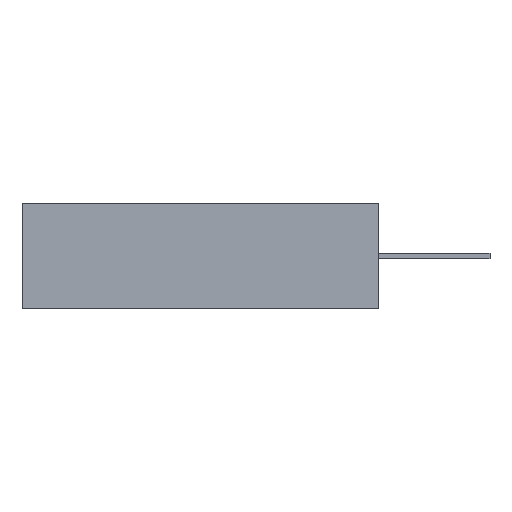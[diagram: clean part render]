
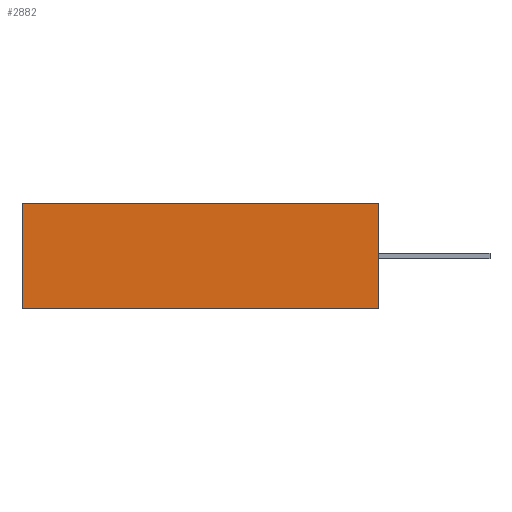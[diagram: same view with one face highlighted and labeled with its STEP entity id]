
A CAD part, left-side view. The second image highlights one B-rep face of the part: STEP entity #2882.
In plain terms, the highlighted planar face has unit normal (-1, 0, 0).
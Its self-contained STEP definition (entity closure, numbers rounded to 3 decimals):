
#10 = CARTESIAN_POINT ( 'NONE',  ( -9.5, 20.3, -3. ) ) ;
#352 = VECTOR ( 'NONE', #3287, 1000. ) ;
#477 = DIRECTION ( 'NONE',  ( 0., 0., -1. ) ) ;
#522 = VERTEX_POINT ( 'NONE', #4918 ) ;
#556 = FACE_OUTER_BOUND ( 'NONE', #3058, .T. ) ;
#676 = CARTESIAN_POINT ( 'NONE',  ( -9.5, 0., 3. ) ) ;
#770 = ORIENTED_EDGE ( 'NONE', *, *, #3972, .F. ) ;
#773 = CARTESIAN_POINT ( 'NONE',  ( -9.5, 20.3, -3. ) ) ;
#895 = AXIS2_PLACEMENT_3D ( 'NONE', #5258, #4347, #477 ) ;
#977 = EDGE_CURVE ( 'NONE', #4011, #522, #2191, .T. ) ;
#1103 = VECTOR ( 'NONE', #5603, 1000. ) ;
#1303 = VERTEX_POINT ( 'NONE', #1387 ) ;
#1387 = CARTESIAN_POINT ( 'NONE',  ( -9.5, 20.3, 3. ) ) ;
#1538 = EDGE_CURVE ( 'NONE', #522, #4607, #2080, .T. ) ;
#1665 = ORIENTED_EDGE ( 'NONE', *, *, #1538, .T. ) ;
#1761 = DIRECTION ( 'NONE',  ( 0., -1., 0. ) ) ;
#2080 = LINE ( 'NONE', #2936, #5118 ) ;
#2191 = LINE ( 'NONE', #10, #2778 ) ;
#2551 = ORIENTED_EDGE ( 'NONE', *, *, #977, .T. ) ;
#2778 = VECTOR ( 'NONE', #1761, 1000. ) ;
#2882 = ADVANCED_FACE ( 'NONE', ( #556 ), #3488, .F. ) ;
#2936 = CARTESIAN_POINT ( 'NONE',  ( -9.5, 0., -3. ) ) ;
#2970 = CARTESIAN_POINT ( 'NONE',  ( -9.5, 20.3, -3. ) ) ;
#2999 = EDGE_CURVE ( 'NONE', #1303, #4607, #3167, .T. ) ;
#3058 = EDGE_LOOP ( 'NONE', ( #1665, #4644, #770, #2551 ) ) ;
#3167 = LINE ( 'NONE', #3225, #352 ) ;
#3225 = CARTESIAN_POINT ( 'NONE',  ( -9.5, 20.3, 3. ) ) ;
#3287 = DIRECTION ( 'NONE',  ( 0., -1., 0. ) ) ;
#3488 = PLANE ( 'NONE',  #895 ) ;
#3972 = EDGE_CURVE ( 'NONE', #4011, #1303, #5570, .T. ) ;
#4011 = VERTEX_POINT ( 'NONE', #2970 ) ;
#4347 = DIRECTION ( 'NONE',  ( 1., 0., 0. ) ) ;
#4607 = VERTEX_POINT ( 'NONE', #676 ) ;
#4644 = ORIENTED_EDGE ( 'NONE', *, *, #2999, .F. ) ;
#4918 = CARTESIAN_POINT ( 'NONE',  ( -9.5, 0., -3. ) ) ;
#5118 = VECTOR ( 'NONE', #5443, 1000. ) ;
#5258 = CARTESIAN_POINT ( 'NONE',  ( -9.5, 20.3, -3. ) ) ;
#5443 = DIRECTION ( 'NONE',  ( 0., 0., 1. ) ) ;
#5570 = LINE ( 'NONE', #773, #1103 ) ;
#5603 = DIRECTION ( 'NONE',  ( 0., 0., 1. ) ) ;
